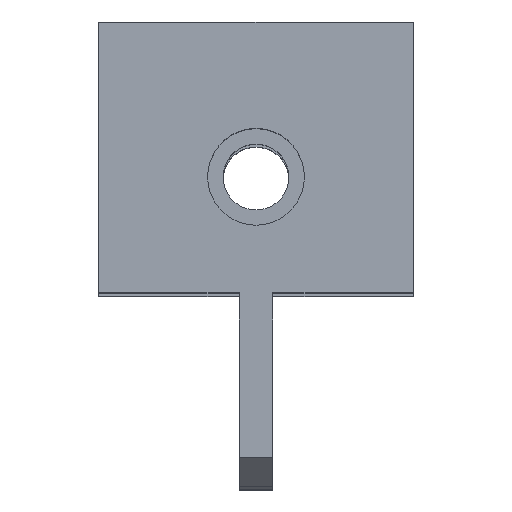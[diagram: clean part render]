
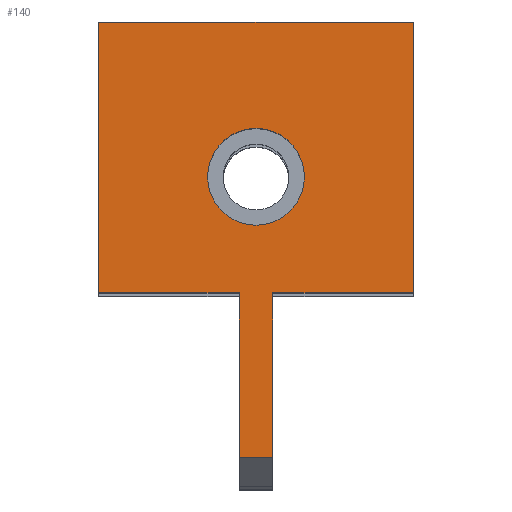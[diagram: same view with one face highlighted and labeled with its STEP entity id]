
A CAD part, top view. The second image highlights one B-rep face of the part: STEP entity #140.
In plain terms, the highlighted planar face has unit normal (0, 0, 1).
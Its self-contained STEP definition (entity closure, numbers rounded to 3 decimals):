
#140 = ADVANCED_FACE( '', ( #310, #311 ), #312, .F. );
#310 = FACE_OUTER_BOUND( '', #500, .T. );
#311 = FACE_BOUND( '', #501, .T. );
#312 = PLANE( '', #502 );
#500 = EDGE_LOOP( '', ( #1116, #1117, #1118, #1119, #1120, #1121, #1122, #1123 ) );
#501 = EDGE_LOOP( '', ( #1124 ) );
#502 = AXIS2_PLACEMENT_3D( '', #1125, #1126, #1127 );
#1116 = ORIENTED_EDGE( '', *, *, #1477, .F. );
#1117 = ORIENTED_EDGE( '', *, *, #1478, .T. );
#1118 = ORIENTED_EDGE( '', *, *, #1479, .T. );
#1119 = ORIENTED_EDGE( '', *, *, #1480, .T. );
#1120 = ORIENTED_EDGE( '', *, *, #1387, .T. );
#1121 = ORIENTED_EDGE( '', *, *, #1449, .T. );
#1122 = ORIENTED_EDGE( '', *, *, #1278, .F. );
#1123 = ORIENTED_EDGE( '', *, *, #1481, .F. );
#1124 = ORIENTED_EDGE( '', *, *, #1365, .F. );
#1125 = CARTESIAN_POINT( '', ( 0., 0., 107. ) );
#1126 = DIRECTION( '', ( 0., 0., -1. ) );
#1127 = DIRECTION( '', ( 0., -1., 0. ) );
#1278 = EDGE_CURVE( '', #1527, #1529, #1530, .T. );
#1365 = EDGE_CURVE( '', #1694, #1694, #1695, .T. );
#1387 = EDGE_CURVE( '', #1735, #1733, #1736, .T. );
#1449 = EDGE_CURVE( '', #1733, #1529, #1829, .T. );
#1477 = EDGE_CURVE( '', #1868, #1869, #1870, .T. );
#1478 = EDGE_CURVE( '', #1868, #1871, #1872, .T. );
#1479 = EDGE_CURVE( '', #1871, #1873, #1874, .T. );
#1480 = EDGE_CURVE( '', #1873, #1735, #1875, .T. );
#1481 = EDGE_CURVE( '', #1869, #1527, #1876, .T. );
#1527 = VERTEX_POINT( '', #1938 );
#1529 = VERTEX_POINT( '', #1941 );
#1530 = LINE( '', #1942, #1943 );
#1694 = VERTEX_POINT( '', #2357 );
#1695 = CIRCLE( '', #2358, 5. );
#1733 = VERTEX_POINT( '', #2412 );
#1735 = VERTEX_POINT( '', #2415 );
#1736 = LINE( '', #2416, #2417 );
#1829 = LINE( '', #2569, #2570 );
#1868 = VERTEX_POINT( '', #2635 );
#1869 = VERTEX_POINT( '', #2636 );
#1870 = LINE( '', #2637, #2638 );
#1871 = VERTEX_POINT( '', #2639 );
#1872 = LINE( '', #2640, #2641 );
#1873 = VERTEX_POINT( '', #2642 );
#1874 = LINE( '', #2643, #2644 );
#1875 = LINE( '', #2645, #2646 );
#1876 = LINE( '', #2647, #2648 );
#1938 = CARTESIAN_POINT( '', ( -16.25, -5., 107. ) );
#1941 = CARTESIAN_POINT( '', ( -16.25, 23., 107. ) );
#1942 = CARTESIAN_POINT( '', ( -16.25, 0., 107. ) );
#1943 = VECTOR( '', #2708, 1000. );
#2357 = CARTESIAN_POINT( '', ( 5., 7., 107. ) );
#2358 = AXIS2_PLACEMENT_3D( '', #2807, #2808, #2809 );
#2412 = CARTESIAN_POINT( '', ( 16.25, 23., 107. ) );
#2415 = CARTESIAN_POINT( '', ( 16.25, -5., 107. ) );
#2416 = CARTESIAN_POINT( '', ( 16.25, 0., 107. ) );
#2417 = VECTOR( '', #2839, 1000. );
#2569 = CARTESIAN_POINT( '', ( -16.25, 23., 107. ) );
#2570 = VECTOR( '', #2905, 1000. );
#2635 = CARTESIAN_POINT( '', ( -1.75, -22., 107. ) );
#2636 = CARTESIAN_POINT( '', ( -1.75, -5., 107. ) );
#2637 = CARTESIAN_POINT( '', ( -1.75, -5., 107. ) );
#2638 = VECTOR( '', #2935, 1000. );
#2639 = CARTESIAN_POINT( '', ( 1.75, -22., 107. ) );
#2640 = CARTESIAN_POINT( '', ( 1.75, -22., 107. ) );
#2641 = VECTOR( '', #2936, 1000. );
#2642 = CARTESIAN_POINT( '', ( 1.75, -5., 107. ) );
#2643 = CARTESIAN_POINT( '', ( 1.75, -5., 107. ) );
#2644 = VECTOR( '', #2937, 1000. );
#2645 = CARTESIAN_POINT( '', ( 16.25, -5., 107. ) );
#2646 = VECTOR( '', #2938, 1000. );
#2647 = CARTESIAN_POINT( '', ( -16.25, -5., 107. ) );
#2648 = VECTOR( '', #2939, 1000. );
#2708 = DIRECTION( '', ( 0., 1., 0. ) );
#2807 = CARTESIAN_POINT( '', ( 0., 7., 107. ) );
#2808 = DIRECTION( '', ( 0., 0., 1. ) );
#2809 = DIRECTION( '', ( 1., 0., 0. ) );
#2839 = DIRECTION( '', ( 0., 1., 0. ) );
#2905 = DIRECTION( '', ( -1., 0., 0. ) );
#2935 = DIRECTION( '', ( 0., 1., 0. ) );
#2936 = DIRECTION( '', ( 1., 0., 0. ) );
#2937 = DIRECTION( '', ( 0., 1., 0. ) );
#2938 = DIRECTION( '', ( 1., 0., 0. ) );
#2939 = DIRECTION( '', ( -1., 0., 0. ) );
